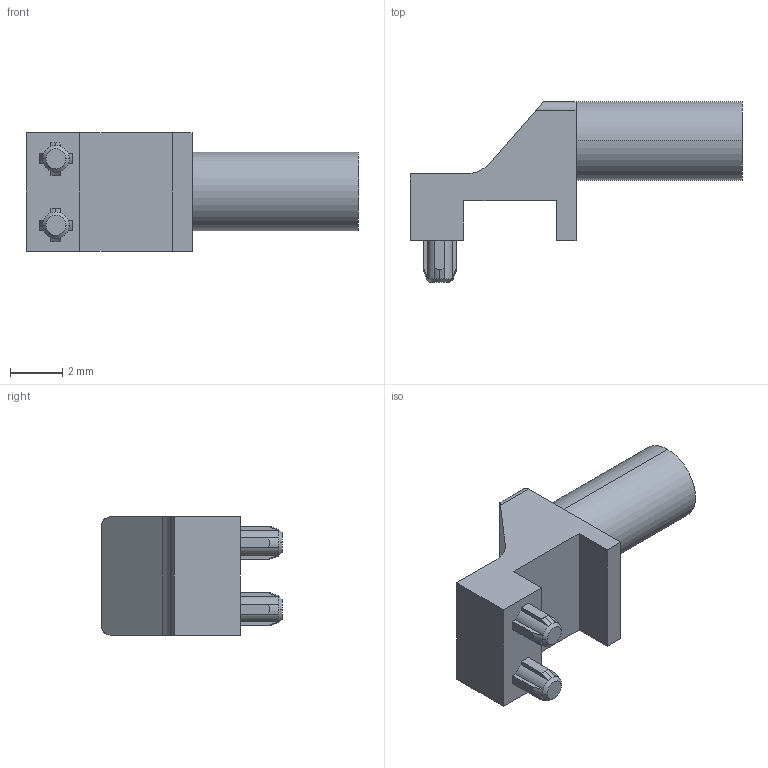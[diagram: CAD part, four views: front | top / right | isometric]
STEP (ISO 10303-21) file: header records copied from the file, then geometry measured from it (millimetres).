
FILE_DESCRIPTION (( 'STEP AP214' ), '1' );
FILE_NAME ('BIVAR__INC_SLP3-150-250-F.step', '2020-09-17T15:29:52', ( 'EC2' ), ( 'Amazon.com' ), 'SwSTEP 2.0', 'SolidWorks 2020', '' );
FILE_SCHEMA (( 'AUTOMOTIVE_DESIGN' ));
Length unit declared in the file: inch
Products named in the file (1): BIVAR__INC_SLP3-150-250-F
Bounding box: 12.7 x 6.91 x 4.52 mm (x, y, z)
Volume: 127.1 mm3; surface area: 219 mm2
Topology: 1 solids, 1 shells, 66 faces, 171 edges, 108 vertices
Faces by surface type: plane 39, cone 14, cylinder 13
Entity records: 2058 total; most frequent: CARTESIAN_POINT 439, ORIENTED_EDGE 338, DIRECTION 318, EDGE_CURVE 169, AXIS2_PLACEMENT_3D 110, VERTEX_POINT 107, LINE 98, VECTOR 98
